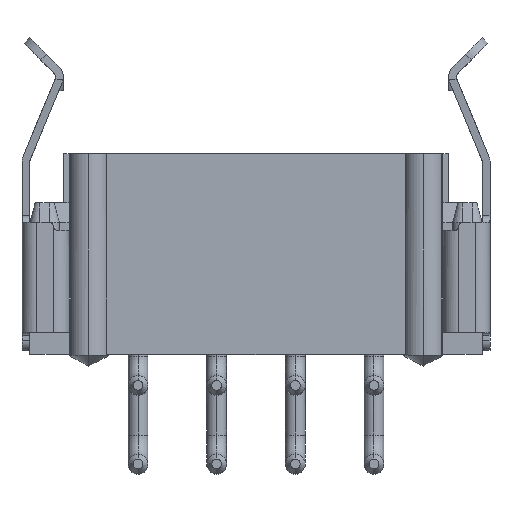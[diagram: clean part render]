
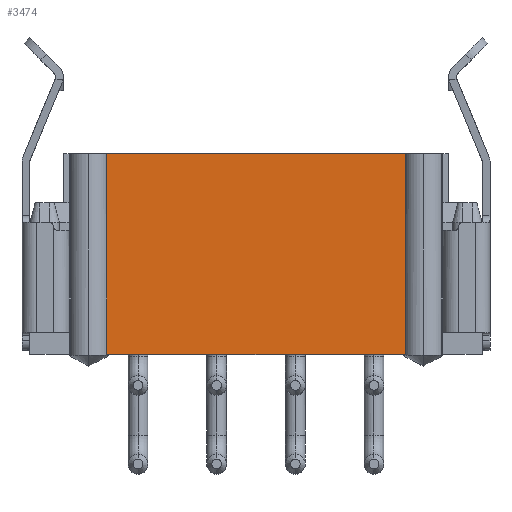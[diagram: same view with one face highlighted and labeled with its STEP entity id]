
A CAD part, top view. The second image highlights one B-rep face of the part: STEP entity #3474.
In plain terms, the highlighted planar face has unit normal (0, 0, 1).
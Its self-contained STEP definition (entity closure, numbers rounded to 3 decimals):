
#82=DIRECTION('',(-1.,0.,0.));
#83=VECTOR('',#82,7.583);
#84=CARTESIAN_POINT('',(3.792,0.,2.775));
#85=LINE('',#84,#83);
#558=DIRECTION('',(-1.,0.,0.));
#559=VECTOR('',#558,7.583);
#560=CARTESIAN_POINT('',(3.792,5.1,2.775));
#561=LINE('',#560,#559);
#702=DIRECTION('',(0.,1.,0.));
#703=VECTOR('',#702,5.1);
#704=CARTESIAN_POINT('',(-3.792,0.,2.775));
#705=LINE('',#704,#703);
#709=DIRECTION('',(0.,-1.,0.));
#710=VECTOR('',#709,5.1);
#711=CARTESIAN_POINT('',(3.792,5.1,2.775));
#712=LINE('',#711,#710);
#2954=CARTESIAN_POINT('',(3.792,0.,2.775));
#2956=VERTEX_POINT('',#2954);
#2962=CARTESIAN_POINT('',(3.792,5.1,2.775));
#2963=VERTEX_POINT('',#2962);
#2974=CARTESIAN_POINT('',(-3.792,0.,2.775));
#2976=VERTEX_POINT('',#2974);
#2982=CARTESIAN_POINT('',(-3.792,5.1,2.775));
#2983=VERTEX_POINT('',#2982);
#3461=CARTESIAN_POINT('',(4.75,0.,2.775));
#3462=DIRECTION('',(0.,0.,1.));
#3463=DIRECTION('',(-1.,0.,0.));
#3464=AXIS2_PLACEMENT_3D('',#3461,#3462,#3463);
#3465=PLANE('',#3464);
#3467=ORIENTED_EDGE('',*,*,#3466,.T.);
#3468=ORIENTED_EDGE('',*,*,#3395,.F.);
#3470=ORIENTED_EDGE('',*,*,#3469,.T.);
#3471=ORIENTED_EDGE('',*,*,#3131,.T.);
#3472=EDGE_LOOP('',(#3467,#3468,#3470,#3471));
#3473=FACE_OUTER_BOUND('',#3472,.F.);
#3131=EDGE_CURVE('',#2956,#2976,#85,.T.);
#3395=EDGE_CURVE('',#2963,#2983,#561,.T.);
#3466=EDGE_CURVE('',#2976,#2983,#705,.T.);
#3469=EDGE_CURVE('',#2963,#2956,#712,.T.);
#3474=ADVANCED_FACE('',(#3473),#3465,.T.);
